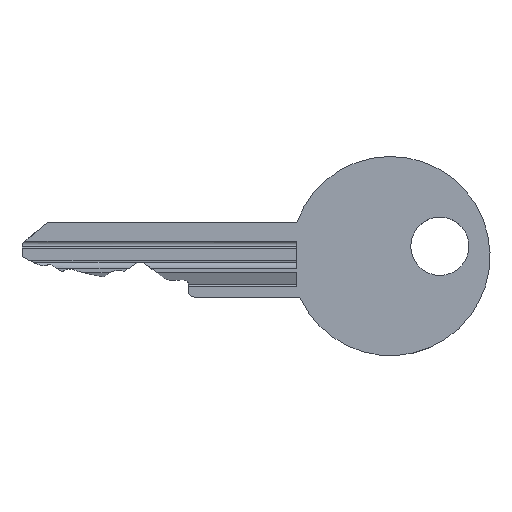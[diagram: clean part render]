
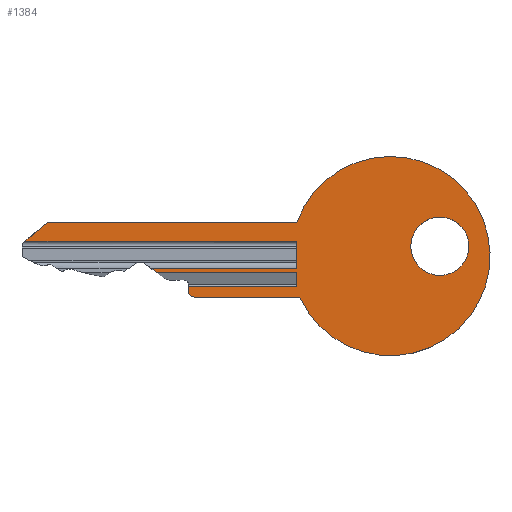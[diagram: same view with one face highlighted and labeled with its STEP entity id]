
A CAD part, top view. The second image highlights one B-rep face of the part: STEP entity #1384.
In plain terms, the highlighted planar face has unit normal (0, 0, 1).
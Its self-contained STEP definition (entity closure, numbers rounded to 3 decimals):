
#15=FACE_BOUND('',#198,.T.);
#125=FACE_OUTER_BOUND('',#197,.T.);
#197=EDGE_LOOP('',(#1087,#1088,#1089,#1090,#1091,#1092,#1093,#1094,#1095,
#1096,#1097,#1098,#1099));
#198=EDGE_LOOP('',(#1100));
#245=CIRCLE('',#1447,4.);
#248=CIRCLE('',#1451,13.688);
#259=CIRCLE('',#1521,0.85);
#273=LINE('',#1992,#412);
#281=LINE('',#2022,#420);
#288=LINE('',#2054,#427);
#293=LINE('',#2097,#432);
#305=LINE('',#2178,#444);
#312=LINE('',#2199,#451);
#352=LINE('',#2363,#491);
#353=LINE('',#2366,#492);
#354=LINE('',#2368,#493);
#355=LINE('',#2369,#494);
#356=LINE('',#2370,#495);
#412=VECTOR('',#1588,10.);
#420=VECTOR('',#1614,10.);
#427=VECTOR('',#1635,10.);
#432=VECTOR('',#1648,10.);
#444=VECTOR('',#1686,10.);
#451=VECTOR('',#1707,10.);
#491=VECTOR('',#1821,10.);
#492=VECTOR('',#1824,10.);
#493=VECTOR('',#1825,10.);
#494=VECTOR('',#1826,10.);
#495=VECTOR('',#1827,10.);
#555=VERTEX_POINT('',#1989);
#556=VERTEX_POINT('',#1991);
#561=VERTEX_POINT('',#2003);
#565=VERTEX_POINT('',#2012);
#566=VERTEX_POINT('',#2014);
#568=VERTEX_POINT('',#2019);
#569=VERTEX_POINT('',#2021);
#577=VERTEX_POINT('',#2052);
#585=VERTEX_POINT('',#2094);
#607=VERTEX_POINT('',#2176);
#614=VERTEX_POINT('',#2197);
#666=VERTEX_POINT('',#2362);
#667=VERTEX_POINT('',#2364);
#668=VERTEX_POINT('',#2367);
#693=EDGE_CURVE('',#556,#555,#273,.T.);
#699=EDGE_CURVE('',#561,#561,#245,.T.);
#704=EDGE_CURVE('',#566,#565,#248,.T.);
#707=EDGE_CURVE('',#569,#568,#281,.T.);
#719=EDGE_CURVE('',#577,#556,#288,.T.);
#730=EDGE_CURVE('',#585,#555,#293,.T.);
#756=EDGE_CURVE('',#607,#569,#305,.T.);
#766=EDGE_CURVE('',#568,#614,#312,.T.);
#833=EDGE_CURVE('',#614,#666,#352,.T.);
#834=EDGE_CURVE('',#666,#667,#259,.T.);
#835=EDGE_CURVE('',#667,#566,#353,.T.);
#836=EDGE_CURVE('',#565,#668,#354,.T.);
#837=EDGE_CURVE('',#668,#577,#355,.T.);
#838=EDGE_CURVE('',#585,#607,#356,.T.);
#1087=ORIENTED_EDGE('',*,*,#766,.T.);
#1088=ORIENTED_EDGE('',*,*,#833,.T.);
#1089=ORIENTED_EDGE('',*,*,#834,.T.);
#1090=ORIENTED_EDGE('',*,*,#835,.T.);
#1091=ORIENTED_EDGE('',*,*,#704,.T.);
#1092=ORIENTED_EDGE('',*,*,#836,.T.);
#1093=ORIENTED_EDGE('',*,*,#837,.T.);
#1094=ORIENTED_EDGE('',*,*,#719,.T.);
#1095=ORIENTED_EDGE('',*,*,#693,.T.);
#1096=ORIENTED_EDGE('',*,*,#730,.F.);
#1097=ORIENTED_EDGE('',*,*,#838,.T.);
#1098=ORIENTED_EDGE('',*,*,#756,.T.);
#1099=ORIENTED_EDGE('',*,*,#707,.T.);
#1100=ORIENTED_EDGE('',*,*,#699,.T.);
#1329=PLANE('',#1520);
#1384=ADVANCED_FACE('',(#125,#15),#1329,.T.);
#1447=AXIS2_PLACEMENT_3D('',#2004,#1598,#1599);
#1451=AXIS2_PLACEMENT_3D('',#2015,#1608,#1609);
#1520=AXIS2_PLACEMENT_3D('',#2361,#1819,#1820);
#1521=AXIS2_PLACEMENT_3D('',#2365,#1822,#1823);
#1588=DIRECTION('',(0.,-1.,0.));
#1598=DIRECTION('center_axis',(0.,0.,-1.));
#1599=DIRECTION('ref_axis',(1.,0.,0.));
#1608=DIRECTION('center_axis',(0.,0.,1.));
#1609=DIRECTION('ref_axis',(-0.912,-0.411,0.));
#1614=DIRECTION('',(0.,-1.,0.));
#1635=DIRECTION('',(1.,0.,0.));
#1648=DIRECTION('',(1.,0.,0.));
#1686=DIRECTION('',(1.,0.,0.));
#1707=DIRECTION('',(-1.,0.,0.));
#1819=DIRECTION('center_axis',(0.,0.,1.));
#1820=DIRECTION('ref_axis',(1.,0.,0.));
#1821=DIRECTION('',(0.,-1.,0.));
#1822=DIRECTION('center_axis',(0.,0.,1.));
#1823=DIRECTION('ref_axis',(-1.,0.,0.));
#1824=DIRECTION('',(1.,0.,0.));
#1825=DIRECTION('',(-1.,0.,0.));
#1826=DIRECTION('',(-0.767,-0.641,0.));
#1827=DIRECTION('',(0.79,-0.613,0.));
#1989=CARTESIAN_POINT('',(10.379,1.463,2.));
#1991=CARTESIAN_POINT('',(10.379,5.159,2.));
#1992=CARTESIAN_POINT('',(10.379,7.759,2.));
#2003=CARTESIAN_POINT('',(26.046,4.471,2.));
#2004=CARTESIAN_POINT('Origin',(30.046,4.471,2.));
#2012=CARTESIAN_POINT('',(10.379,7.759,2.));
#2014=CARTESIAN_POINT('',(10.78,-2.502,2.));
#2015=CARTESIAN_POINT('Origin',(23.258,3.125,2.));
#2019=CARTESIAN_POINT('',(10.379,-1.002,2.));
#2021=CARTESIAN_POINT('',(10.379,0.844,2.));
#2022=CARTESIAN_POINT('',(10.379,7.759,2.));
#2052=CARTESIAN_POINT('',(-26.99,5.159,2.));
#2054=CARTESIAN_POINT('',(0.936,5.159,2.));
#2094=CARTESIAN_POINT('',(-9.691,1.463,2.));
#2097=CARTESIAN_POINT('',(10.379,1.463,2.));
#2176=CARTESIAN_POINT('',(-8.892,0.844,2.));
#2178=CARTESIAN_POINT('',(10.379,0.844,2.));
#2197=CARTESIAN_POINT('',(-4.57,-1.002,2.));
#2199=CARTESIAN_POINT('',(0.936,-1.002,2.));
#2361=CARTESIAN_POINT('Origin',(-8.507,2.628,2.));
#2362=CARTESIAN_POINT('',(-4.57,-1.652,2.));
#2363=CARTESIAN_POINT('',(-4.57,-0.526,2.));
#2364=CARTESIAN_POINT('',(-3.72,-2.502,2.));
#2365=CARTESIAN_POINT('Origin',(-3.72,-1.652,2.));
#2366=CARTESIAN_POINT('',(-3.72,-2.502,2.));
#2367=CARTESIAN_POINT('',(-23.878,7.759,2.));
#2368=CARTESIAN_POINT('',(10.379,7.759,2.));
#2369=CARTESIAN_POINT('',(-23.878,7.759,2.));
#2370=CARTESIAN_POINT('',(-10.218,1.872,2.));
